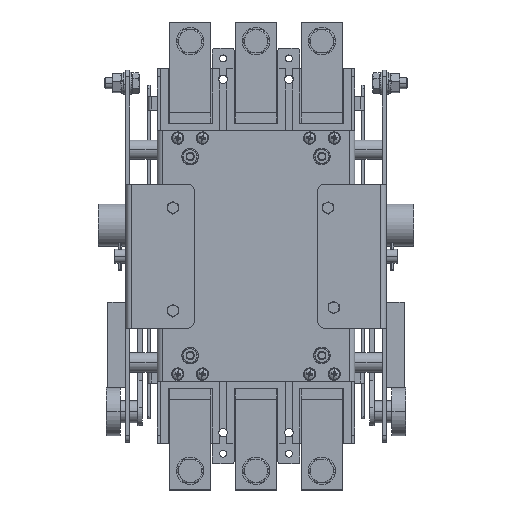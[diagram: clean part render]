
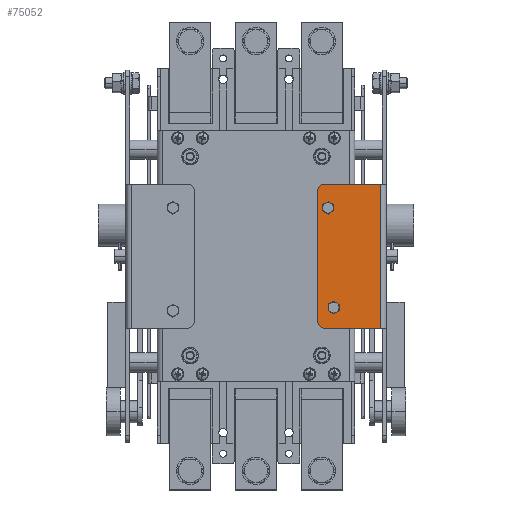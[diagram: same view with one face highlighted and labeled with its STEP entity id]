
A CAD part, top view. The second image highlights one B-rep face of the part: STEP entity #75052.
In plain terms, the highlighted planar face has unit normal (0, 0, 1).
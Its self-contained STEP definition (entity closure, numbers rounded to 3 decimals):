
#6597 = CARTESIAN_POINT ( 'NONE',  ( 45., 227., 3. ) ) ;
#6935 = VERTEX_POINT ( 'NONE', #24357 ) ;
#7345 = DIRECTION ( 'NONE',  ( 1., 0., 0. ) ) ;
#9379 = AXIS2_PLACEMENT_3D ( 'NONE', #65200, #94049, #51499 ) ;
#11812 = CARTESIAN_POINT ( 'NONE',  ( 91., 227., 3. ) ) ;
#12947 = VECTOR ( 'NONE', #39456, 1000. ) ;
#13470 = DIRECTION ( 'NONE',  ( 0., -1., 0. ) ) ;
#13537 = CARTESIAN_POINT ( 'NONE',  ( 91., 39., 3. ) ) ;
#13762 = EDGE_CURVE ( 'NONE', #95739, #36280, #67747, .T. ) ;
#21697 = PLANE ( 'NONE',  #9379 ) ;
#22706 = CARTESIAN_POINT ( 'NONE',  ( 91., 144., 3. ) ) ;
#23583 = VERTEX_POINT ( 'NONE', #13537 ) ;
#24090 = AXIS2_PLACEMENT_3D ( 'NONE', #91843, #76631, #55194 ) ;
#24357 = CARTESIAN_POINT ( 'NONE',  ( 50., 144., 3. ) ) ;
#28242 = EDGE_CURVE ( 'NONE', #6935, #87366, #57579, .T. ) ;
#28307 = VECTOR ( 'NONE', #13470, 1000. ) ;
#35903 = ORIENTED_EDGE ( 'NONE', *, *, #79999, .T. ) ;
#36280 = VERTEX_POINT ( 'NONE', #74535 ) ;
#39456 = DIRECTION ( 'NONE',  ( 1., 0., 0. ) ) ;
#40776 = EDGE_CURVE ( 'NONE', #6935, #48221, #61132, .T. ) ;
#45436 = LINE ( 'NONE', #61908, #12947 ) ;
#47019 = DIRECTION ( 'NONE',  ( -1., 0., 0. ) ) ;
#48221 = VERTEX_POINT ( 'NONE', #22706 ) ;
#51499 = DIRECTION ( 'NONE',  ( -1., 0., 0. ) ) ;
#55194 = DIRECTION ( 'NONE',  ( -1., 0., 0. ) ) ;
#55390 = LINE ( 'NONE', #11812, #59476 ) ;
#57579 = CIRCLE ( 'NONE', #95022, 5. ) ;
#59050 = EDGE_CURVE ( 'NONE', #48221, #23583, #55390, .T. ) ;
#59476 = VECTOR ( 'NONE', #70510, 1000. ) ;
#59905 = LINE ( 'NONE', #6597, #28307 ) ;
#60432 = ORIENTED_EDGE ( 'NONE', *, *, #59050, .F. ) ;
#60728 = EDGE_CURVE ( 'NONE', #87366, #95739, #59905, .T. ) ;
#61132 = LINE ( 'NONE', #74321, #66922 ) ;
#61908 = CARTESIAN_POINT ( 'NONE',  ( 2., 39., 3. ) ) ;
#63035 = CARTESIAN_POINT ( 'NONE',  ( 45., 139., 3. ) ) ;
#65200 = CARTESIAN_POINT ( 'NONE',  ( 45., 227., 3. ) ) ;
#66922 = VECTOR ( 'NONE', #7345, 1000. ) ;
#67747 = CIRCLE ( 'NONE', #24090, 5. ) ;
#69493 = ORIENTED_EDGE ( 'NONE', *, *, #13762, .T. ) ;
#70510 = DIRECTION ( 'NONE',  ( 0., -1., 0. ) ) ;
#71980 = ORIENTED_EDGE ( 'NONE', *, *, #40776, .F. ) ;
#74321 = CARTESIAN_POINT ( 'NONE',  ( 2., 144., 3. ) ) ;
#74535 = CARTESIAN_POINT ( 'NONE',  ( 50., 39., 3. ) ) ;
#75052 = ADVANCED_FACE ( 'NONE', ( #87185 ), #21697, .F. ) ;
#75810 = DIRECTION ( 'NONE',  ( 0., 0., 1. ) ) ;
#76631 = DIRECTION ( 'NONE',  ( 0., 0., 1. ) ) ;
#79999 = EDGE_CURVE ( 'NONE', #36280, #23583, #45436, .T. ) ;
#80936 = ORIENTED_EDGE ( 'NONE', *, *, #60728, .T. ) ;
#82282 = CARTESIAN_POINT ( 'NONE',  ( 45., 44., 3. ) ) ;
#86091 = ORIENTED_EDGE ( 'NONE', *, *, #28242, .T. ) ;
#87185 = FACE_OUTER_BOUND ( 'NONE', #92480, .T. ) ;
#87366 = VERTEX_POINT ( 'NONE', #63035 ) ;
#90539 = CARTESIAN_POINT ( 'NONE',  ( 50., 139., 3. ) ) ;
#91843 = CARTESIAN_POINT ( 'NONE',  ( 50., 44., 3. ) ) ;
#92480 = EDGE_LOOP ( 'NONE', ( #71980, #86091, #80936, #69493, #35903, #60432 ) ) ;
#94049 = DIRECTION ( 'NONE',  ( 0., 0., -1. ) ) ;
#95022 = AXIS2_PLACEMENT_3D ( 'NONE', #90539, #75810, #47019 ) ;
#95739 = VERTEX_POINT ( 'NONE', #82282 ) ;
